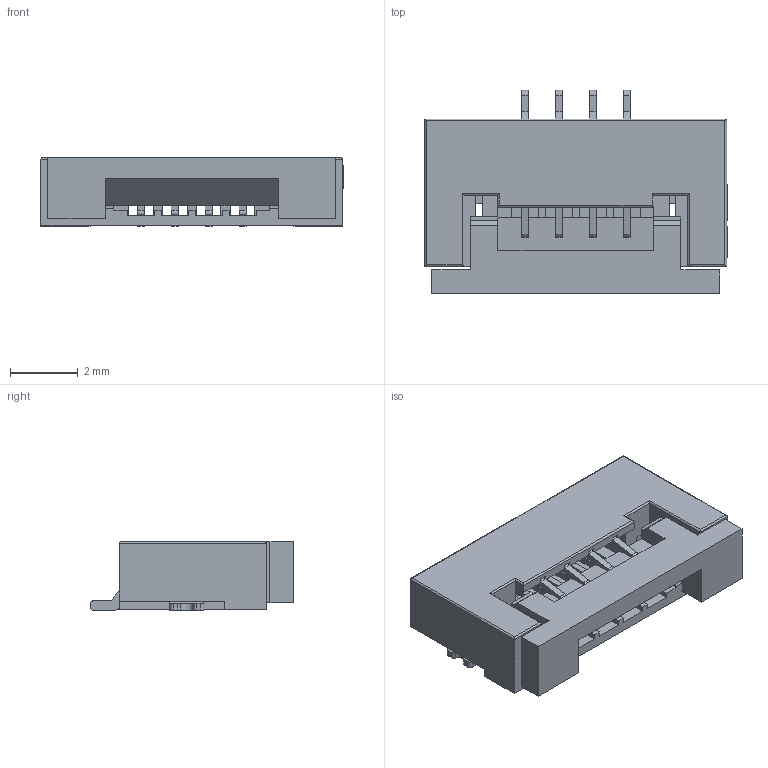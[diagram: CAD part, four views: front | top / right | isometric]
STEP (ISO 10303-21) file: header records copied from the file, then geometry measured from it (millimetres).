
FILE_DESCRIPTION (( 'STEP AP214' ), '1' );
FILE_NAME ('FPC-SMD_4P-P1.00_HCTL_XW10202-04R-00-1.STEP', '2024-04-11T14:16:57', ( '' ), ( '' ), 'SwSTEP 2.0', 'SolidWorks 2020', '' );
FILE_SCHEMA (( 'AUTOMOTIVE_DESIGN' ));
Length unit declared in the file: millimetre
Products named in the file (1): FPC-SMD_4P-P1.00_HCTL_XW10202-04R-00-1
Bounding box: 8.91 x 6 x 2.02 mm (x, y, z)
Volume: 61.6 mm3; surface area: 302.3 mm2
Topology: 8 solids, 8 shells, 495 faces, 1384 edges, 914 vertices
Faces by surface type: plane 345, bspline 98, cylinder 52
Entity records: 21755 total; most frequent: CARTESIAN_POINT 4136, ORIENTED_EDGE 2768, DIRECTION 2048, EDGE_CURVE 1384, VECTOR 1092, LINE 1092, VERTEX_POINT 914, EDGE_LOOP 516
